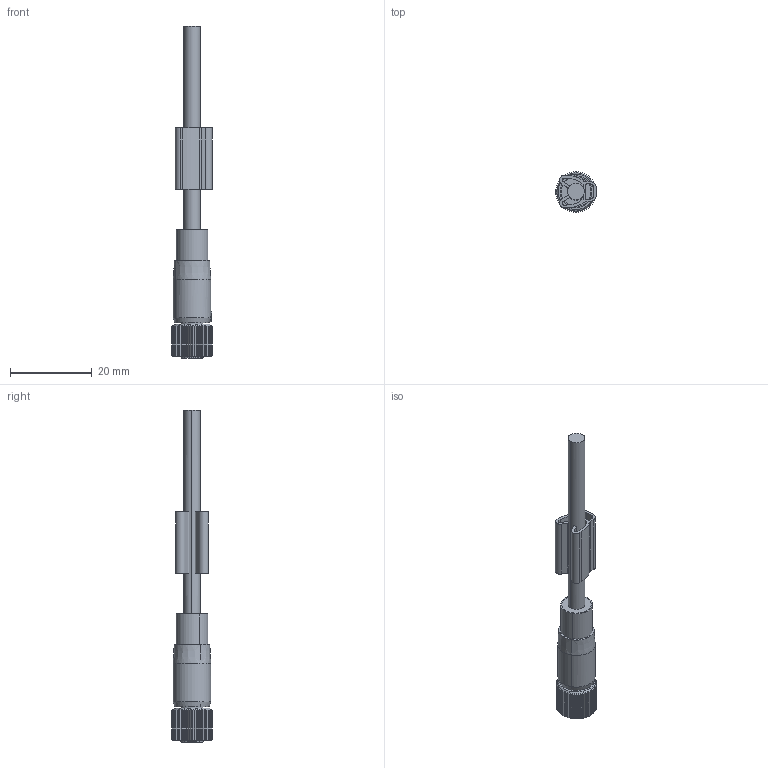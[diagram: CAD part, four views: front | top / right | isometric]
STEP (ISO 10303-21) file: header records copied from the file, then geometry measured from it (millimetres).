
FILE_DESCRIPTION(('CATIA V5 STEP Exchange','CAx-IF Rec.Pracs.--- Model Styling and Organization---1.5--- 2016-08-15','CAx-IF Rec.Pracs.---Supplemental Geometry---1.0---2011-11-01','CAx-IF Rec.Pracs.--- Composite Materials ---1.1---2010-07-15'),'2;1');
FILE_NAME ('349695-2_0', '2025-03-27T07:34:03+00:00', ('none'), ('Weidmueller'), 'CATIA Version 5-6 Release 2022 SP4 HF5', 'CATIA V5 STEP AP214 v3', 'none');
FILE_SCHEMA(('AUTOMOTIVE_DESIGN { 1 0 10303 214 1 1 1 1 }'));
Length unit declared in the file: millimetre
Products named in the file (1): 1093190000
Bounding box: 9.91 x 9.91 x 81.4 mm (x, y, z)
Volume: 2779.2 mm3; surface area: 3146.7 mm2
Topology: 1 solids, 5 shells, 335 faces, 907 edges, 593 vertices
Faces by surface type: plane 199, cylinder 79, cone 27, torus 19, bspline 5, revolution 4, sphere 2
Entity records: 10934 total; most frequent: CARTESIAN_POINT 3325, ORIENTED_EDGE 1810, DIRECTION 1068, EDGE_CURVE 905, VERTEX_POINT 593, AXIS2_PLACEMENT_3D 488, B_SPLINE_CURVE_WITH_KNOTS 377, EDGE_LOOP 356
